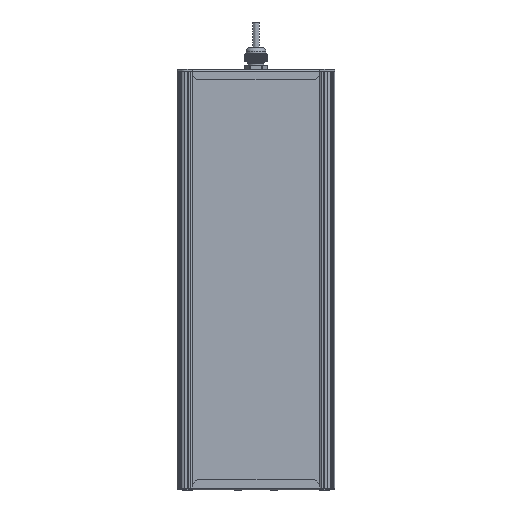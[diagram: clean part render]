
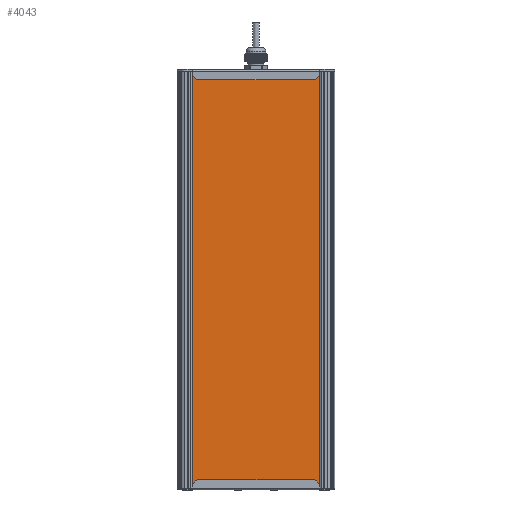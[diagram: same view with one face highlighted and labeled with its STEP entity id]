
A CAD part, front view. The second image highlights one B-rep face of the part: STEP entity #4043.
In plain terms, the highlighted face is planar.
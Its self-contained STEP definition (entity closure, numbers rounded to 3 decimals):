
#4043=ADVANCED_FACE('',(#15499),#15501,.T.);
#15499=FACE_BOUND('',#15500,.T.);
#15500=EDGE_LOOP('',(#44396,#44397,#44398,#44399));
#15501=PLANE('',#15502);
#15502=AXIS2_PLACEMENT_3D('',#15503,#15504,#15505);
#15503=CARTESIAN_POINT('',(2111.497,401.002,-34.582));
#15504=DIRECTION('',(0.,0.,-1.));
#15505=DIRECTION('',(0.,1.,0.));
#44396=ORIENTED_EDGE('',*,*,#52342,.F.);
#44397=ORIENTED_EDGE('',*,*,#52341,.T.);
#44398=ORIENTED_EDGE('',*,*,#52343,.F.);
#44399=ORIENTED_EDGE('',*,*,#52344,.F.);
#52341=EDGE_CURVE('',#58607,#58611,#58613,.T.);
#52342=EDGE_CURVE('',#58607,#58614,#58615,.T.);
#52343=EDGE_CURVE('',#58616,#58611,#58617,.T.);
#52344=EDGE_CURVE('',#58614,#58616,#58618,.T.);
#58607=VERTEX_POINT('',#78459);
#58611=VERTEX_POINT('',#78467);
#58613=LINE('',#78471,#78472);
#58614=VERTEX_POINT('',#78474);
#58615=LINE('',#78475,#78476);
#58616=VERTEX_POINT('',#78478);
#58617=LINE('',#78479,#78480);
#58618=LINE('',#78482,#78483);
#78459=CARTESIAN_POINT('',(2111.497,565.13,-34.582));
#78467=CARTESIAN_POINT('',(2607.497,565.13,-34.582));
#78471=CARTESIAN_POINT('',(2111.497,565.13,-34.582));
#78472=VECTOR('',#78473,1.);
#78473=DIRECTION('',(1.,0.,0.));
#78474=CARTESIAN_POINT('',(2111.497,401.002,-34.582));
#78475=CARTESIAN_POINT('',(2111.497,565.13,-34.582));
#78476=VECTOR('',#78477,1.);
#78477=DIRECTION('',(0.,-1.,0.));
#78478=CARTESIAN_POINT('',(2607.497,401.002,-34.582));
#78479=CARTESIAN_POINT('',(2607.497,401.002,-34.582));
#78480=VECTOR('',#78481,1.);
#78481=DIRECTION('',(0.,1.,0.));
#78482=CARTESIAN_POINT('',(2111.497,401.002,-34.582));
#78483=VECTOR('',#78484,1.);
#78484=DIRECTION('',(1.,0.,0.));
